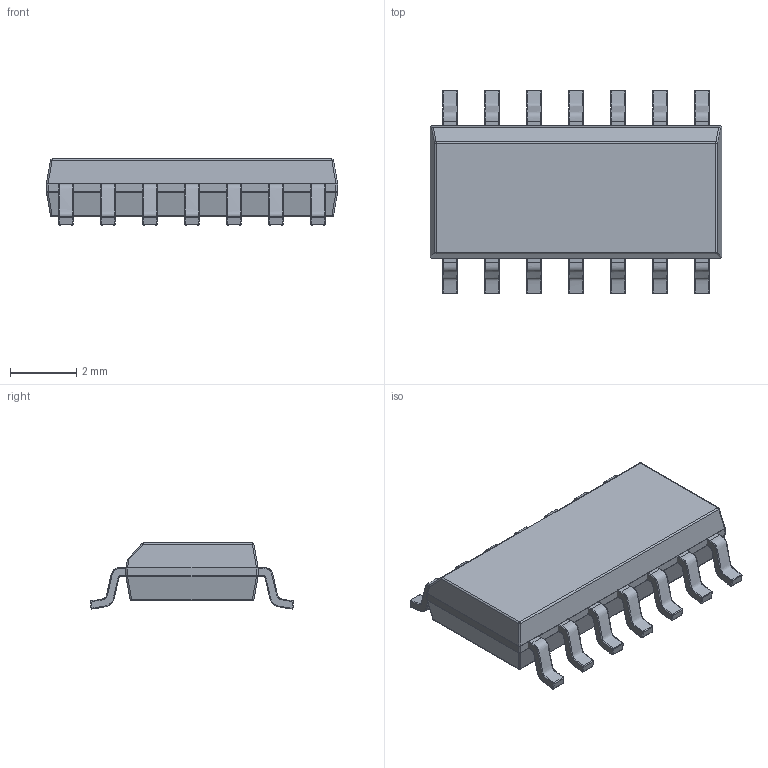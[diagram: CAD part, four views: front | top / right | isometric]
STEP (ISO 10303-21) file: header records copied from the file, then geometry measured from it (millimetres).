
FILE_DESCRIPTION(/* description */ (''),/* implementation_level */ '2;1');
FILE_NAME(/* name */ 'SOIC14~1',/* time_stamp */ '2013-12-08T16:23:41+01:00',/* author */ (''),/* organization */ (''),/* preprocessor_version */ 'ST-DEVELOPER v14',/* originating_system */ '',/* authorisation */ '');
FILE_SCHEMA (('AUTOMOTIVE_DESIGN'));
Length unit declared in the file: millimetre
Products named in the file (1): Document
Bounding box: 8.81 x 6.16 x 2 mm (x, y, z)
Volume: 61.9 mm3; surface area: 151.2 mm2
Topology: 15 solids, 15 shells, 630 faces, 1275 edges, 680 vertices
Faces by surface type: bspline 581, plane 49
Entity records: 43833 total; most frequent: CARTESIAN_POINT 27475, B_SPLINE_CURVE_WITH_KNOTS 3103, ORIENTED_EDGE 2550, PCURVE 2550, DEFINITIONAL_REPRESENTATION 2550, SURFACE_CURVE 1275, EDGE_CURVE 1275, VERTEX_POINT 680
